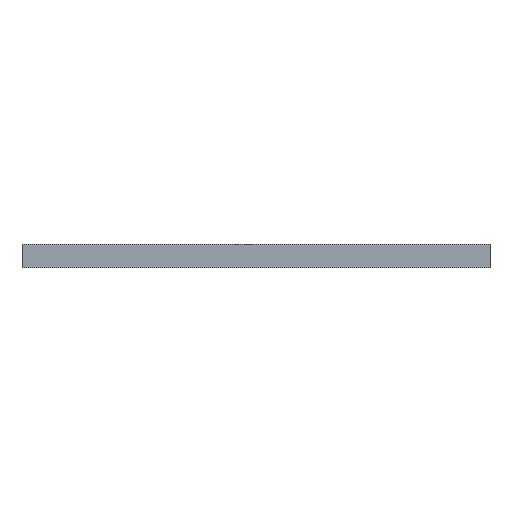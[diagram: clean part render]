
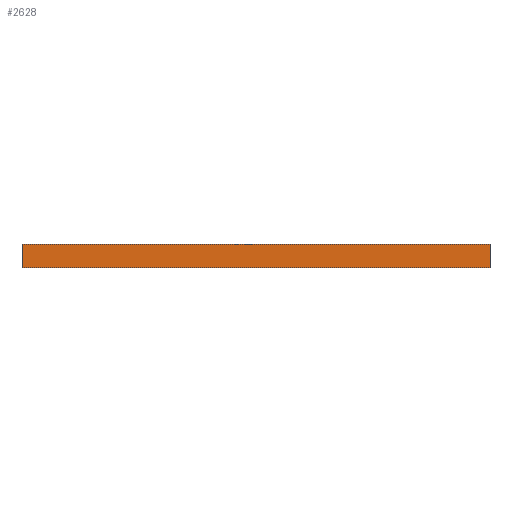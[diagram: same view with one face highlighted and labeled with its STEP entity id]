
A CAD part, front view. The second image highlights one B-rep face of the part: STEP entity #2628.
In plain terms, the highlighted planar face has unit normal (0, -1, 0).
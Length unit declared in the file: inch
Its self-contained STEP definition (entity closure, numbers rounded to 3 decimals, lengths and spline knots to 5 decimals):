
#64 = VECTOR ( 'NONE', #1226, 39.37008 ) ;
#190 = PLANE ( 'NONE',  #3615 ) ;
#192 = VERTEX_POINT ( 'NONE', #3979 ) ;
#850 = LINE ( 'NONE', #2593, #1825 ) ;
#860 = CARTESIAN_POINT ( 'NONE',  ( 0.59055, -0.59055, 0. ) ) ;
#963 = CARTESIAN_POINT ( 'NONE',  ( 0.59055, -0.59055, -0.03937 ) ) ;
#1089 = VERTEX_POINT ( 'NONE', #3796 ) ;
#1100 = LINE ( 'NONE', #860, #64 ) ;
#1143 = VERTEX_POINT ( 'NONE', #4275 ) ;
#1226 = DIRECTION ( 'NONE',  ( 0., 0., 1. ) ) ;
#1526 = CARTESIAN_POINT ( 'NONE',  ( -0.59055, -0.59055, -0.03937 ) ) ;
#1703 = VERTEX_POINT ( 'NONE', #963 ) ;
#1825 = VECTOR ( 'NONE', #2937, 39.37008 ) ;
#1860 = FACE_OUTER_BOUND ( 'NONE', #3088, .T. ) ;
#1905 = VECTOR ( 'NONE', #4531, 39.37008 ) ;
#2375 = LINE ( 'NONE', #1526, #1905 ) ;
#2403 = CARTESIAN_POINT ( 'NONE',  ( -0.59055, -0.59055, 0. ) ) ;
#2415 = VECTOR ( 'NONE', #2512, 39.37008 ) ;
#2512 = DIRECTION ( 'NONE',  ( 1., 0., 0. ) ) ;
#2593 = CARTESIAN_POINT ( 'NONE',  ( -0.59055, -0.59055, 0. ) ) ;
#2628 = ADVANCED_FACE ( 'NONE', ( #1860 ), #190, .T. ) ;
#2702 = ORIENTED_EDGE ( 'NONE', *, *, #3315, .T. ) ;
#2872 = ORIENTED_EDGE ( 'NONE', *, *, #4530, .F. ) ;
#2879 = ORIENTED_EDGE ( 'NONE', *, *, #3125, .T. ) ;
#2937 = DIRECTION ( 'NONE',  ( 0., 0., 1. ) ) ;
#3088 = EDGE_LOOP ( 'NONE', ( #2872, #2879, #2702, #3379 ) ) ;
#3125 = EDGE_CURVE ( 'NONE', #192, #1703, #2375, .T. ) ;
#3315 = EDGE_CURVE ( 'NONE', #1703, #1089, #1100, .T. ) ;
#3379 = ORIENTED_EDGE ( 'NONE', *, *, #4472, .F. ) ;
#3404 = LINE ( 'NONE', #4751, #2415 ) ;
#3615 = AXIS2_PLACEMENT_3D ( 'NONE', #2403, #4661, #4272 ) ;
#3796 = CARTESIAN_POINT ( 'NONE',  ( 0.59055, -0.59055, 0.01969 ) ) ;
#3979 = CARTESIAN_POINT ( 'NONE',  ( -0.59055, -0.59055, -0.03937 ) ) ;
#4272 = DIRECTION ( 'NONE',  ( 1., 0., 0. ) ) ;
#4275 = CARTESIAN_POINT ( 'NONE',  ( -0.59055, -0.59055, 0.01969 ) ) ;
#4472 = EDGE_CURVE ( 'NONE', #1143, #1089, #3404, .T. ) ;
#4530 = EDGE_CURVE ( 'NONE', #192, #1143, #850, .T. ) ;
#4531 = DIRECTION ( 'NONE',  ( 1., 0., 0. ) ) ;
#4661 = DIRECTION ( 'NONE',  ( 0., -1., 0. ) ) ;
#4751 = CARTESIAN_POINT ( 'NONE',  ( -0.59055, -0.59055, 0.01969 ) ) ;
